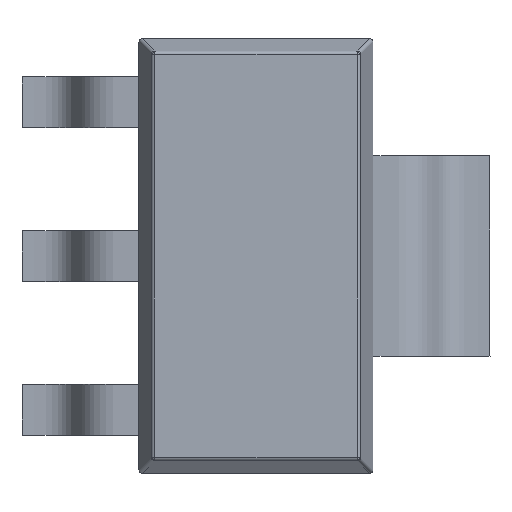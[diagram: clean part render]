
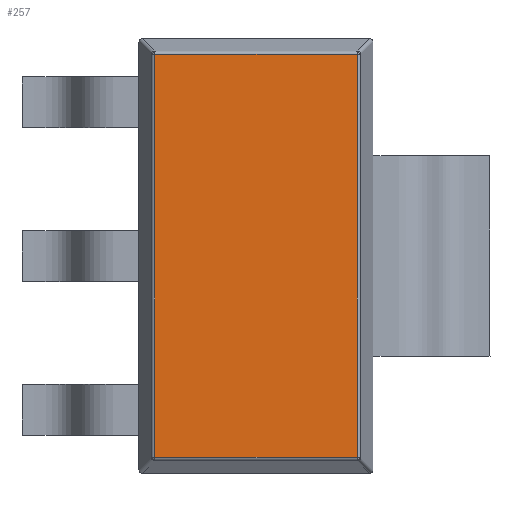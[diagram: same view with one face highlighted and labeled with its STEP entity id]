
A CAD part, top view. The second image highlights one B-rep face of the part: STEP entity #257.
In plain terms, the highlighted face is planar.
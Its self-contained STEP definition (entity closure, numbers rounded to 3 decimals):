
#37 = VERTEX_POINT('',#38);
#38 = CARTESIAN_POINT('',(-1.513,1.7,0.237));
#52 = EDGE_CURVE('',#37,#53,#55,.T.);
#53 = VERTEX_POINT('',#54);
#54 = CARTESIAN_POINT('',(1.513,1.7,0.237));
#55 = LINE('',#56,#57);
#56 = CARTESIAN_POINT('',(-1.55,1.7,0.237));
#57 = VECTOR('',#58,1.);
#58 = DIRECTION('',(1.,0.,0.));
#257 = ADVANCED_FACE('',(#258),#283,.T.);
#258 = FACE_BOUND('',#259,.T.);
#259 = EDGE_LOOP('',(#260,#261,#269,#277));
#260 = ORIENTED_EDGE('',*,*,#52,.F.);
#261 = ORIENTED_EDGE('',*,*,#262,.T.);
#262 = EDGE_CURVE('',#37,#263,#265,.T.);
#263 = VERTEX_POINT('',#264);
#264 = CARTESIAN_POINT('',(-1.513,1.7,6.263));
#265 = LINE('',#266,#267);
#266 = CARTESIAN_POINT('',(-1.513,1.7,0.2));
#267 = VECTOR('',#268,1.);
#268 = DIRECTION('',(0.,0.,1.));
#269 = ORIENTED_EDGE('',*,*,#270,.T.);
#270 = EDGE_CURVE('',#263,#271,#273,.T.);
#271 = VERTEX_POINT('',#272);
#272 = CARTESIAN_POINT('',(1.513,1.7,6.263));
#273 = LINE('',#274,#275);
#274 = CARTESIAN_POINT('',(-1.55,1.7,6.263));
#275 = VECTOR('',#276,1.);
#276 = DIRECTION('',(1.,0.,0.));
#277 = ORIENTED_EDGE('',*,*,#278,.F.);
#278 = EDGE_CURVE('',#53,#271,#279,.T.);
#279 = LINE('',#280,#281);
#280 = CARTESIAN_POINT('',(1.513,1.7,0.2));
#281 = VECTOR('',#282,1.);
#282 = DIRECTION('',(0.,0.,1.));
#283 = PLANE('',#284);
#284 = AXIS2_PLACEMENT_3D('',#285,#286,#287);
#285 = CARTESIAN_POINT('',(-1.55,1.7,0.));
#286 = DIRECTION('',(0.,1.,0.));
#287 = DIRECTION('',(1.,0.,0.));
